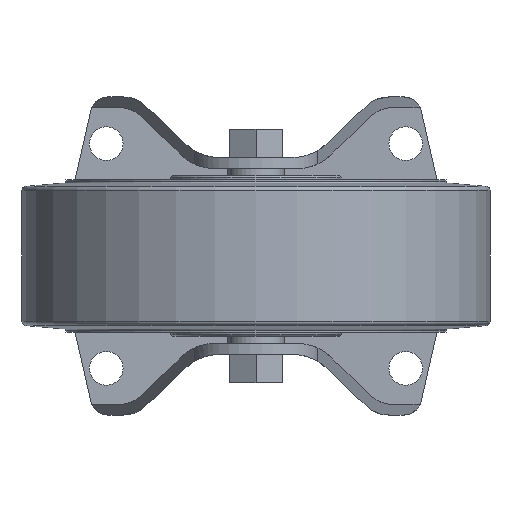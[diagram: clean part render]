
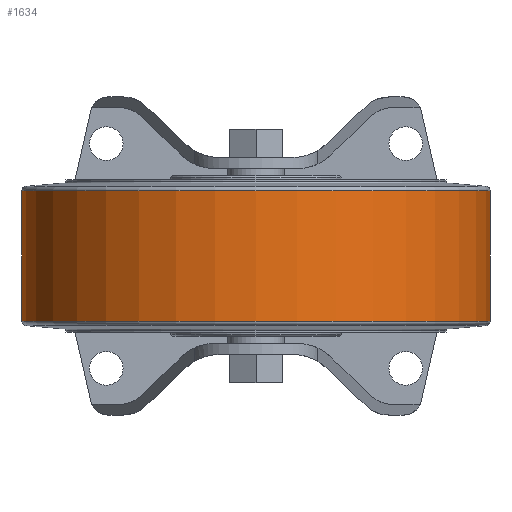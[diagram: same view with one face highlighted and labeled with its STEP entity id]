
A CAD part, front view. The second image highlights one B-rep face of the part: STEP entity #1634.
In plain terms, the highlighted cylindrical face has radius 62.5 mm (diameter 125 mm), a full revolution.
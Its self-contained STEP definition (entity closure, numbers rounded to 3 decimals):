
#760=ORIENTED_EDGE('',*,*,#993,.F.);
#761=ORIENTED_EDGE('',*,*,#992,.T.);
#992=EDGE_CURVE('',#1150,#1150,#1220,.T.);
#993=EDGE_CURVE('',#1151,#1151,#1221,.T.);
#1150=VERTEX_POINT('',#2809);
#1151=VERTEX_POINT('',#2812);
#1220=CIRCLE('',#1820,62.5);
#1221=CIRCLE('',#1822,62.5);
#1348=EDGE_LOOP('',(#760));
#1349=EDGE_LOOP('',(#761));
#1490=FACE_BOUND('',#1348,.T.);
#1491=FACE_BOUND('',#1349,.T.);
#1549=CYLINDRICAL_SURFACE('',#1821,62.5);
#1634=ADVANCED_FACE('',(#1490,#1491),#1549,.T.);
#1820=AXIS2_PLACEMENT_3D('',#2808,#2288,#2289);
#1821=AXIS2_PLACEMENT_3D('',#2810,#2290,#2291);
#1822=AXIS2_PLACEMENT_3D('',#2811,#2292,#2293);
#2288=DIRECTION('',(0.,0.,-1.));
#2289=DIRECTION('',(0.,1.,0.));
#2290=DIRECTION('',(0.,0.,-1.));
#2291=DIRECTION('',(0.,1.,0.));
#2292=DIRECTION('',(0.,0.,-1.));
#2293=DIRECTION('',(0.,1.,0.));
#2808=CARTESIAN_POINT('',(0.,0.,17.483));
#2809=CARTESIAN_POINT('',(0.,62.5,17.483));
#2810=CARTESIAN_POINT('',(0.,0.,-21.5));
#2811=CARTESIAN_POINT('',(0.,0.,-17.483));
#2812=CARTESIAN_POINT('',(0.,62.5,-17.483));
